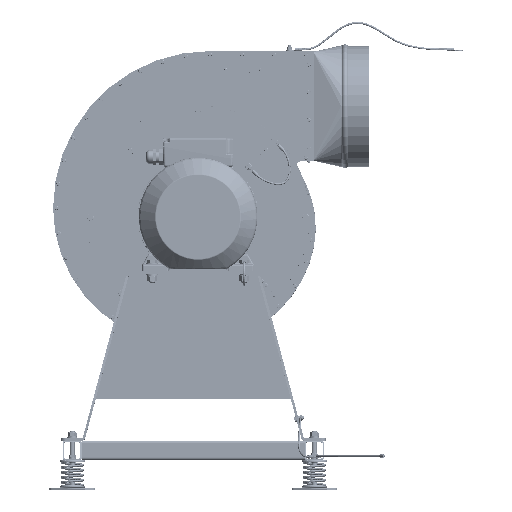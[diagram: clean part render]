
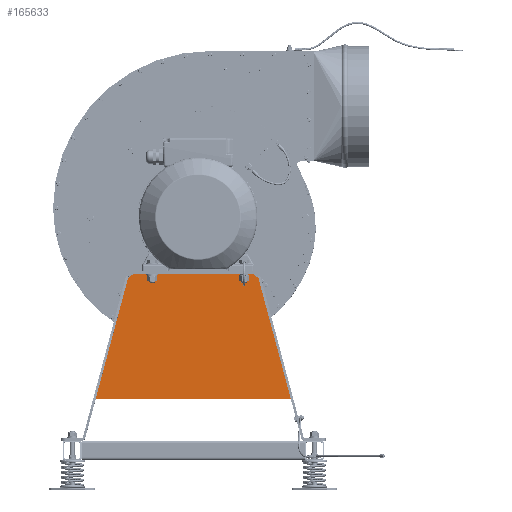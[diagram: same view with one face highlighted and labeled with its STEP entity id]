
A CAD part, top view. The second image highlights one B-rep face of the part: STEP entity #165633.
In plain terms, the highlighted planar face has unit normal (0, 0, 1).
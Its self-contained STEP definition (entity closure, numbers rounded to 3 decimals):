
#7913=PLANE('',#176803);
#13146=FACE_OUTER_BOUND('',#22972,.T.);
#22972=EDGE_LOOP('',(#110176,#110177,#110178,#110179,#110180,#110181,#110182,
#110183,#110184,#110185,#110186,#110187));
#42143=LINE('',#245112,#54315);
#42144=LINE('',#245113,#54316);
#42151=LINE('',#245134,#54323);
#42154=LINE('',#245141,#54326);
#42155=LINE('',#245143,#54327);
#42156=LINE('',#245145,#54328);
#42157=LINE('',#245147,#54329);
#42158=LINE('',#245149,#54330);
#42159=LINE('',#245151,#54331);
#42160=LINE('',#245152,#54332);
#42161=LINE('',#245153,#54333);
#42162=LINE('',#245154,#54334);
#54315=VECTOR('',#197178,10.);
#54316=VECTOR('',#197179,10.);
#54323=VECTOR('',#197210,10.);
#54326=VECTOR('',#197215,10.);
#54327=VECTOR('',#197216,10.);
#54328=VECTOR('',#197217,10.);
#54329=VECTOR('',#197218,10.);
#54330=VECTOR('',#197219,10.);
#54331=VECTOR('',#197220,10.);
#54332=VECTOR('',#197221,10.);
#54333=VECTOR('',#197222,10.);
#54334=VECTOR('',#197223,10.);
#67243=VERTEX_POINT('',#244907);
#67246=VERTEX_POINT('',#244917);
#67252=VERTEX_POINT('',#244937);
#67299=VERTEX_POINT('',#245111);
#67301=VERTEX_POINT('',#245133);
#67303=VERTEX_POINT('',#245139);
#67304=VERTEX_POINT('',#245140);
#67305=VERTEX_POINT('',#245142);
#67306=VERTEX_POINT('',#245144);
#67307=VERTEX_POINT('',#245146);
#67308=VERTEX_POINT('',#245148);
#67309=VERTEX_POINT('',#245150);
#83652=EDGE_CURVE('',#67299,#67246,#42143,.T.);
#83653=EDGE_CURVE('',#67243,#67252,#42144,.T.);
#83664=EDGE_CURVE('',#67252,#67301,#42151,.T.);
#83667=EDGE_CURVE('',#67303,#67304,#42154,.T.);
#83668=EDGE_CURVE('',#67305,#67304,#42155,.T.);
#83669=EDGE_CURVE('',#67306,#67305,#42156,.T.);
#83670=EDGE_CURVE('',#67307,#67306,#42157,.T.);
#83671=EDGE_CURVE('',#67308,#67307,#42158,.T.);
#83672=EDGE_CURVE('',#67309,#67308,#42159,.T.);
#83673=EDGE_CURVE('',#67301,#67309,#42160,.T.);
#83674=EDGE_CURVE('',#67246,#67243,#42161,.T.);
#83675=EDGE_CURVE('',#67303,#67299,#42162,.T.);
#110176=ORIENTED_EDGE('',*,*,#83667,.T.);
#110177=ORIENTED_EDGE('',*,*,#83668,.F.);
#110178=ORIENTED_EDGE('',*,*,#83669,.F.);
#110179=ORIENTED_EDGE('',*,*,#83670,.F.);
#110180=ORIENTED_EDGE('',*,*,#83671,.F.);
#110181=ORIENTED_EDGE('',*,*,#83672,.F.);
#110182=ORIENTED_EDGE('',*,*,#83673,.F.);
#110183=ORIENTED_EDGE('',*,*,#83664,.F.);
#110184=ORIENTED_EDGE('',*,*,#83653,.F.);
#110185=ORIENTED_EDGE('',*,*,#83674,.F.);
#110186=ORIENTED_EDGE('',*,*,#83652,.F.);
#110187=ORIENTED_EDGE('',*,*,#83675,.F.);
#165633=ADVANCED_FACE('',(#13146),#7913,.T.);
#176803=AXIS2_PLACEMENT_3D('',#245138,#197213,#197214);
#197178=DIRECTION('',(0.259,-0.966,0.));
#197179=DIRECTION('',(0.259,-0.966,0.));
#197210=DIRECTION('',(0.259,-0.966,0.));
#197213=DIRECTION('center_axis',(0.,0.,
1.));
#197214=DIRECTION('ref_axis',(1.,0.,0.));
#197215=DIRECTION('',(-1.,0.,0.));
#197216=DIRECTION('',(0.793,0.609,0.));
#197217=DIRECTION('',(0.259,0.966,0.));
#197218=DIRECTION('',(0.259,0.966,0.));
#197219=DIRECTION('',(0.259,0.966,0.));
#197220=DIRECTION('',(0.259,0.966,0.));
#197221=DIRECTION('',(-1.,0.,0.));
#197222=DIRECTION('',(0.259,-0.966,0.));
#197223=DIRECTION('',(0.793,-0.609,0.));
#244907=CARTESIAN_POINT('',(128.742,-173.265,147.));
#244917=CARTESIAN_POINT('',(124.86,-158.776,147.));
#244937=CARTESIAN_POINT('',(188.372,-395.807,147.));
#245111=CARTESIAN_POINT('',(124.588,-157.763,147.));
#245112=CARTESIAN_POINT('',(122.,-148.103,147.));
#245113=CARTESIAN_POINT('',(122.,-148.103,147.));
#245133=CARTESIAN_POINT('',(191.667,-408.103,147.));
#245134=CARTESIAN_POINT('',(122.,-148.103,147.));
#245138=CARTESIAN_POINT('Origin',(-10.,-293.127,147.));
#245139=CARTESIAN_POINT('',(112.795,-148.713,147.));
#245140=CARTESIAN_POINT('',(-132.795,-148.713,147.));
#245141=CARTESIAN_POINT('',(123.623,-148.713,147.));
#245142=CARTESIAN_POINT('',(-144.588,-157.763,147.));
#245143=CARTESIAN_POINT('',(-131.774,-147.93,147.));
#245144=CARTESIAN_POINT('',(-144.86,-158.776,147.));
#245145=CARTESIAN_POINT('',(-173.011,-263.838,147.));
#245146=CARTESIAN_POINT('',(-148.742,-173.265,147.));
#245147=CARTESIAN_POINT('',(-211.667,-408.103,147.));
#245148=CARTESIAN_POINT('',(-208.372,-395.807,147.));
#245149=CARTESIAN_POINT('',(-173.011,-263.838,147.));
#245150=CARTESIAN_POINT('',(-211.667,-408.103,147.));
#245151=CARTESIAN_POINT('',(-211.667,-408.103,147.));
#245152=CARTESIAN_POINT('',(191.667,-408.103,147.));
#245153=CARTESIAN_POINT('',(122.,-148.103,147.));
#245154=CARTESIAN_POINT('',(111.774,-147.93,147.));
